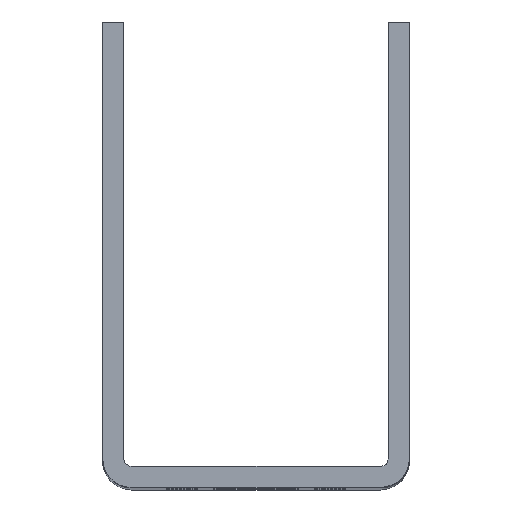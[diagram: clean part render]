
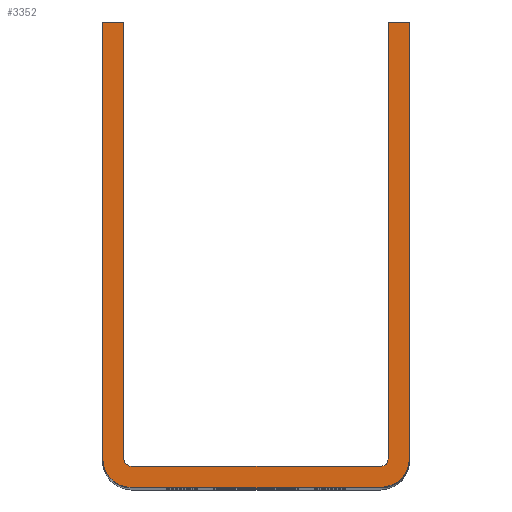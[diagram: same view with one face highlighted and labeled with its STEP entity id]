
A CAD part, top view. The second image highlights one B-rep face of the part: STEP entity #3352.
In plain terms, the highlighted planar face has unit normal (0, 0, 1).
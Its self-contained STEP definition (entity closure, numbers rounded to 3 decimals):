
#13 = ORIENTED_EDGE ( 'NONE', *, *, #1110, .T. ) ;
#84 = VERTEX_POINT ( 'NONE', #1075 ) ;
#87 = CARTESIAN_POINT ( 'NONE',  ( 0.737, -2., 110. ) ) ;
#109 = CARTESIAN_POINT ( 'NONE',  ( 27., 0.737, 110. ) ) ;
#219 = CARTESIAN_POINT ( 'NONE',  ( 0.737, 0., 110. ) ) ;
#225 = ORIENTED_EDGE ( 'NONE', *, *, #2133, .F. ) ;
#253 = EDGE_CURVE ( 'NONE', #84, #377, #284, .T. ) ;
#284 = B_SPLINE_CURVE_WITH_KNOTS ( 'NONE', 2,
 ( #976, #626, #923 ),
 .UNSPECIFIED., .F., .F.,
 ( 3, 3 ),
 ( 0., 1. ),
 .UNSPECIFIED. ) ;
#377 = VERTEX_POINT ( 'NONE', #1222 ) ;
#399 = CARTESIAN_POINT ( 'NONE',  ( 26.765, -1.765, 110. ) ) ;
#414 = CARTESIAN_POINT ( 'NONE',  ( 0., 0.737, 110. ) ) ;
#430 = CARTESIAN_POINT ( 'NONE',  ( 0., 42., 110. ) ) ;
#478 = CARTESIAN_POINT ( 'NONE',  ( 0.737, -2., 110. ) ) ;
#486 = ORIENTED_EDGE ( 'NONE', *, *, #713, .T. ) ;
#626 = CARTESIAN_POINT ( 'NONE',  ( 24.937, 0.063, 110. ) ) ;
#629 = VECTOR ( 'NONE', #1420, 1000. ) ;
#656 = CARTESIAN_POINT ( 'NONE',  ( 27., 42., 110. ) ) ;
#713 = EDGE_CURVE ( 'NONE', #3858, #3534, #1922, .T. ) ;
#766 = CARTESIAN_POINT ( 'NONE',  ( 0.737, 0., 110. ) ) ;
#890 = EDGE_CURVE ( 'NONE', #3339, #84, #1155, .T. ) ;
#923 = CARTESIAN_POINT ( 'NONE',  ( 24.263, 0., 110. ) ) ;
#946 = EDGE_CURVE ( 'NONE', #3339, #1724, #3438, .T. ) ;
#947 = VECTOR ( 'NONE', #2537, 1000. ) ;
#976 = CARTESIAN_POINT ( 'NONE',  ( 25., 0.737, 110. ) ) ;
#1006 = LINE ( 'NONE', #3408, #947 ) ;
#1049 = CARTESIAN_POINT ( 'NONE',  ( 0.737, 0., 110. ) ) ;
#1056 = AXIS2_PLACEMENT_3D ( 'NONE', #2366, #1658, #3585 ) ;
#1066 = CARTESIAN_POINT ( 'NONE',  ( -2., 0.737, 110. ) ) ;
#1075 = CARTESIAN_POINT ( 'NONE',  ( 25., 0.737, 110. ) ) ;
#1110 = EDGE_CURVE ( 'NONE', #2643, #2761, #1217, .T. ) ;
#1143 = VECTOR ( 'NONE', #3883, 1000. ) ;
#1144 = PLANE ( 'NONE',  #1056 ) ;
#1155 = LINE ( 'NONE', #3853, #2100 ) ;
#1186 = ORIENTED_EDGE ( 'NONE', *, *, #1610, .T. ) ;
#1191 = VECTOR ( 'NONE', #1252, 1000. ) ;
#1203 = EDGE_CURVE ( 'NONE', #377, #3860, #3262, .T. ) ;
#1217 = LINE ( 'NONE', #2129, #1191 ) ;
#1222 = CARTESIAN_POINT ( 'NONE',  ( 24.263, 0., 110. ) ) ;
#1252 = DIRECTION ( 'NONE',  ( -1., 0., 0. ) ) ;
#1260 = CARTESIAN_POINT ( 'NONE',  ( 24.263, -2., 110. ) ) ;
#1274 = DIRECTION ( 'NONE',  ( 1., 0., 0. ) ) ;
#1296 = CARTESIAN_POINT ( 'NONE',  ( 25., 42., 110. ) ) ;
#1327 = CARTESIAN_POINT ( 'NONE',  ( -2., 0.737, 110. ) ) ;
#1329 = VECTOR ( 'NONE', #1274, 1000. ) ;
#1420 = DIRECTION ( 'NONE',  ( -1., 0., 0. ) ) ;
#1437 = DIRECTION ( 'NONE',  ( 0., -1., 0. ) ) ;
#1488 = CARTESIAN_POINT ( 'NONE',  ( 27., 0.737, 110. ) ) ;
#1493 = EDGE_CURVE ( 'NONE', #3858, #2761, #1006, .T. ) ;
#1540 = B_SPLINE_CURVE_WITH_KNOTS ( 'NONE', 2,
 ( #1260, #399, #109 ),
 .UNSPECIFIED., .F., .F.,
 ( 3, 3 ),
 ( 0., 1. ),
 .UNSPECIFIED. ) ;
#1550 = LINE ( 'NONE', #1883, #1143 ) ;
#1607 = DIRECTION ( 'NONE',  ( 1., 0., 0. ) ) ;
#1610 = EDGE_CURVE ( 'NONE', #3146, #2643, #1676, .T. ) ;
#1658 = DIRECTION ( 'NONE',  ( 0., 0., 1. ) ) ;
#1674 = CARTESIAN_POINT ( 'NONE',  ( 0., 42., 110. ) ) ;
#1676 = LINE ( 'NONE', #1674, #1715 ) ;
#1686 = VERTEX_POINT ( 'NONE', #2590 ) ;
#1706 = CARTESIAN_POINT ( 'NONE',  ( -1.765, -1.765, 110. ) ) ;
#1707 = VECTOR ( 'NONE', #1607, 1000. ) ;
#1715 = VECTOR ( 'NONE', #2359, 1000. ) ;
#1724 = VERTEX_POINT ( 'NONE', #656 ) ;
#1879 = ORIENTED_EDGE ( 'NONE', *, *, #3494, .T. ) ;
#1883 = CARTESIAN_POINT ( 'NONE',  ( 27., 42., 110. ) ) ;
#1922 = B_SPLINE_CURVE_WITH_KNOTS ( 'NONE', 2,
 ( #1066, #1706, #2835 ),
 .UNSPECIFIED., .F., .F.,
 ( 3, 3 ),
 ( 0., 1. ),
 .UNSPECIFIED. ) ;
#1964 = ORIENTED_EDGE ( 'NONE', *, *, #3239, .T. ) ;
#2064 = VERTEX_POINT ( 'NONE', #1488 ) ;
#2100 = VECTOR ( 'NONE', #1437, 1000. ) ;
#2129 = CARTESIAN_POINT ( 'NONE',  ( 0., 42., 110. ) ) ;
#2133 = EDGE_CURVE ( 'NONE', #1724, #2064, #1550, .T. ) ;
#2144 = ORIENTED_EDGE ( 'NONE', *, *, #946, .F. ) ;
#2217 = CARTESIAN_POINT ( 'NONE',  ( -2., 42., 110. ) ) ;
#2260 = CARTESIAN_POINT ( 'NONE',  ( 0.063, 0.063, 110. ) ) ;
#2278 = ORIENTED_EDGE ( 'NONE', *, *, #890, .T. ) ;
#2304 = EDGE_CURVE ( 'NONE', #3534, #1686, #3481, .T. ) ;
#2334 = ORIENTED_EDGE ( 'NONE', *, *, #1493, .F. ) ;
#2359 = DIRECTION ( 'NONE',  ( 0., 1., 0. ) ) ;
#2366 = CARTESIAN_POINT ( 'NONE',  ( 0., 42., 110. ) ) ;
#2537 = DIRECTION ( 'NONE',  ( 0., 1., 0. ) ) ;
#2590 = CARTESIAN_POINT ( 'NONE',  ( 24.263, -2., 110. ) ) ;
#2643 = VERTEX_POINT ( 'NONE', #430 ) ;
#2687 = ORIENTED_EDGE ( 'NONE', *, *, #1203, .T. ) ;
#2743 = ORIENTED_EDGE ( 'NONE', *, *, #253, .T. ) ;
#2761 = VERTEX_POINT ( 'NONE', #2217 ) ;
#2835 = CARTESIAN_POINT ( 'NONE',  ( 0.737, -2., 110. ) ) ;
#3146 = VERTEX_POINT ( 'NONE', #3694 ) ;
#3239 = EDGE_CURVE ( 'NONE', #1686, #2064, #1540, .T. ) ;
#3262 = LINE ( 'NONE', #219, #629 ) ;
#3339 = VERTEX_POINT ( 'NONE', #3840 ) ;
#3352 = ADVANCED_FACE ( 'NONE', ( #3779 ), #1144, .T. ) ;
#3408 = CARTESIAN_POINT ( 'NONE',  ( -2., 42., 110. ) ) ;
#3438 = LINE ( 'NONE', #1296, #1707 ) ;
#3447 = B_SPLINE_CURVE_WITH_KNOTS ( 'NONE', 2,
 ( #1049, #2260, #414 ),
 .UNSPECIFIED., .F., .F.,
 ( 3, 3 ),
 ( 0., 1. ),
 .UNSPECIFIED. ) ;
#3481 = LINE ( 'NONE', #87, #1329 ) ;
#3494 = EDGE_CURVE ( 'NONE', #3860, #3146, #3447, .T. ) ;
#3534 = VERTEX_POINT ( 'NONE', #478 ) ;
#3585 = DIRECTION ( 'NONE',  ( 1., 0., 0. ) ) ;
#3632 = EDGE_LOOP ( 'NONE', ( #2334, #486, #3706, #1964, #225, #2144, #2278, #2743, #2687, #1879, #1186, #13 ) ) ;
#3694 = CARTESIAN_POINT ( 'NONE',  ( 0., 0.737, 110. ) ) ;
#3706 = ORIENTED_EDGE ( 'NONE', *, *, #2304, .T. ) ;
#3779 = FACE_OUTER_BOUND ( 'NONE', #3632, .T. ) ;
#3840 = CARTESIAN_POINT ( 'NONE',  ( 25., 42., 110. ) ) ;
#3853 = CARTESIAN_POINT ( 'NONE',  ( 25., 42., 110. ) ) ;
#3858 = VERTEX_POINT ( 'NONE', #1327 ) ;
#3860 = VERTEX_POINT ( 'NONE', #766 ) ;
#3883 = DIRECTION ( 'NONE',  ( 0., -1., 0. ) ) ;
